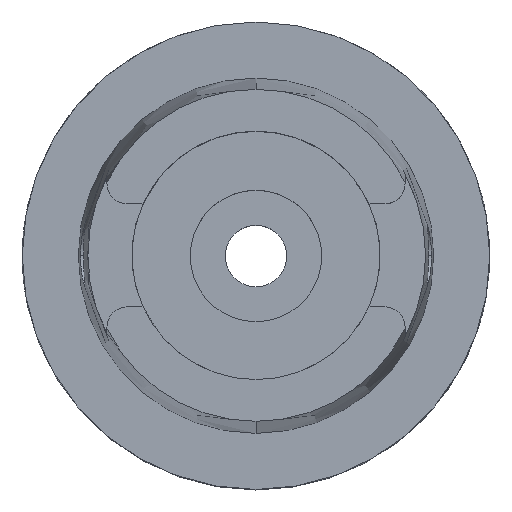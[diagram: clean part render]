
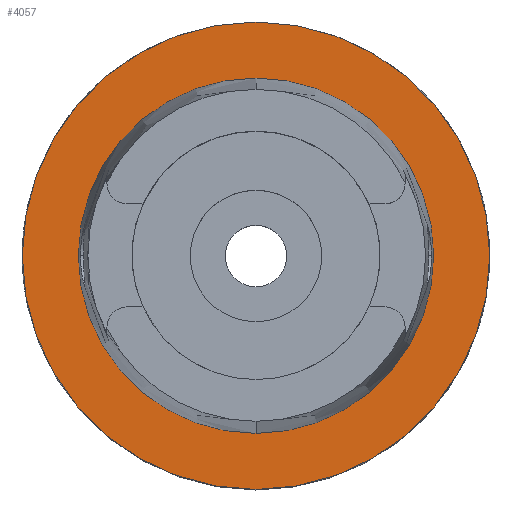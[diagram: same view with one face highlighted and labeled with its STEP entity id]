
A CAD part, top view. The second image highlights one B-rep face of the part: STEP entity #4057.
In plain terms, the highlighted planar face has unit normal (0, 0, 1).
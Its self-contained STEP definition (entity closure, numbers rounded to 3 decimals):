
#1970=CARTESIAN_POINT('',(0.,0.,0.));
#1971=DIRECTION('',(0.,0.,-1.));
#1972=DIRECTION('',(0.,-1.,0.));
#1973=AXIS2_PLACEMENT_3D('',#1970,#1971,#1972);
#1978=CARTESIAN_POINT('',(0.,0.,0.));
#1979=DIRECTION('',(0.,0.,-1.));
#1980=DIRECTION('',(0.,1.,0.));
#1981=AXIS2_PLACEMENT_3D('',#1978,#1979,#1980);
#1986=CARTESIAN_POINT('',(0.,0.,0.));
#1987=DIRECTION('',(0.,0.,1.));
#1988=DIRECTION('',(0.,-1.,0.));
#1989=AXIS2_PLACEMENT_3D('',#1986,#1987,#1988);
#1994=CARTESIAN_POINT('',(0.,0.,0.));
#1995=DIRECTION('',(0.,0.,1.));
#1996=DIRECTION('',(0.,1.,0.));
#1997=AXIS2_PLACEMENT_3D('',#1994,#1995,#1996);
#2338=CARTESIAN_POINT('',(0.,-12.16,0.));
#2339=VERTEX_POINT('',#2338);
#2340=CARTESIAN_POINT('',(0.,12.16,0.));
#2341=VERTEX_POINT('',#2340);
#2604=CARTESIAN_POINT('',(0.,16.,0.));
#2605=VERTEX_POINT('',#2604);
#2606=CARTESIAN_POINT('',(0.,-16.,0.));
#2607=VERTEX_POINT('',#2606);
#4044=CARTESIAN_POINT('',(0.,0.,0.));
#4045=DIRECTION('',(0.,0.,-1.));
#4046=DIRECTION('',(0.,-1.,0.));
#4047=AXIS2_PLACEMENT_3D('',#4044,#4045,#4046);
#4048=PLANE('',#4047);
#4049=ORIENTED_EDGE('',*,*,#4026,.T.);
#4050=ORIENTED_EDGE('',*,*,#3916,.T.);
#4051=EDGE_LOOP('',(#4049,#4050));
#4052=FACE_OUTER_BOUND('',#4051,.F.);
#4053=ORIENTED_EDGE('',*,*,#2801,.T.);
#4054=ORIENTED_EDGE('',*,*,#2774,.T.);
#4055=EDGE_LOOP('',(#4053,#4054));
#4056=FACE_BOUND('',#4055,.F.);
#1974=CIRCLE('',#1973,16.);
#1982=CIRCLE('',#1981,16.);
#1990=CIRCLE('',#1989,12.16);
#1998=CIRCLE('',#1997,12.16);
#2774=EDGE_CURVE('',#2341,#2339,#1998,.T.);
#2801=EDGE_CURVE('',#2339,#2341,#1990,.T.);
#3916=EDGE_CURVE('',#2605,#2607,#1982,.T.);
#4026=EDGE_CURVE('',#2607,#2605,#1974,.T.);
#4057=ADVANCED_FACE('',(#4052,#4056),#4048,.F.);
